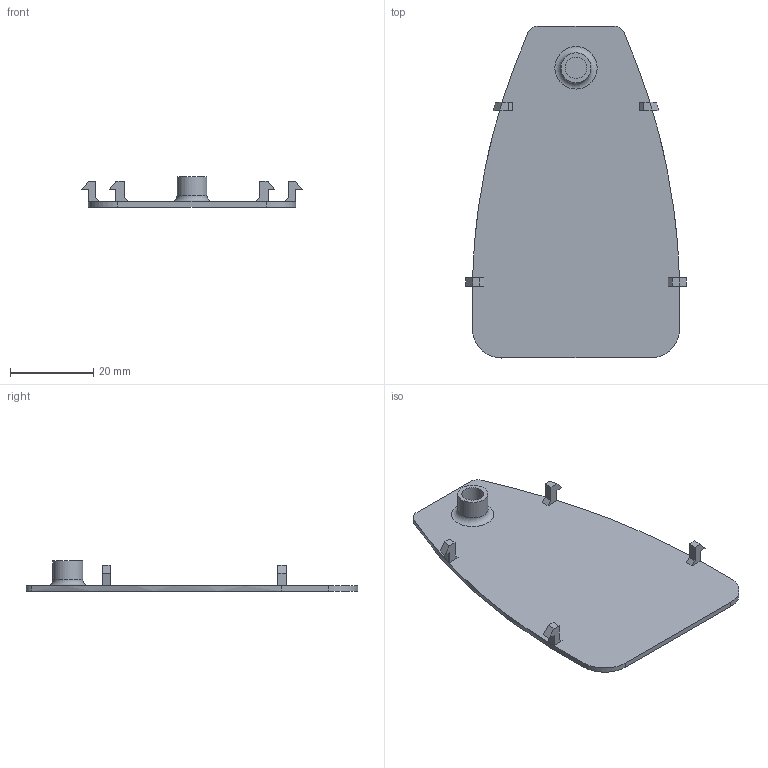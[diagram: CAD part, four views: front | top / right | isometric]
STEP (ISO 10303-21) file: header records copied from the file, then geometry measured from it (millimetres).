
FILE_DESCRIPTION(/* description */ (''),/* implementation_level */ '2;1');
FILE_NAME(/* name */ 'topCover.stp',/* time_stamp */ '2022-10-21T22:49:55-07:00',/* author */ ('kalez'),/* organization */ (''),/* preprocessor_version */ 'ST-DEVELOPER v19',/* originating_system */ 'Autodesk Inventor 2023',/* authorisation */ '');
FILE_SCHEMA (('AUTOMOTIVE_DESIGN { 1 0 10303 214 3 1 1 }'));
Length unit declared in the file: inch
Products named in the file (1): topCover
Bounding box: 53.1 x 79.84 x 7.25 mm (x, y, z)
Volume: 4410.6 mm3; surface area: 7398.9 mm2
Topology: 1 solids, 1 shells, 55 faces, 137 edges, 90 vertices
Faces by surface type: plane 46, cylinder 8, torus 1
Full cylindrical faces by diameter (mm): 5.2 x1, 7.2 x1
Entity records: 1663 total; most frequent: CARTESIAN_POINT 283, ORIENTED_EDGE 274, DIRECTION 268, EDGE_CURVE 137, LINE 118, VECTOR 118, VERTEX_POINT 90, AXIS2_PLACEMENT_3D 75
